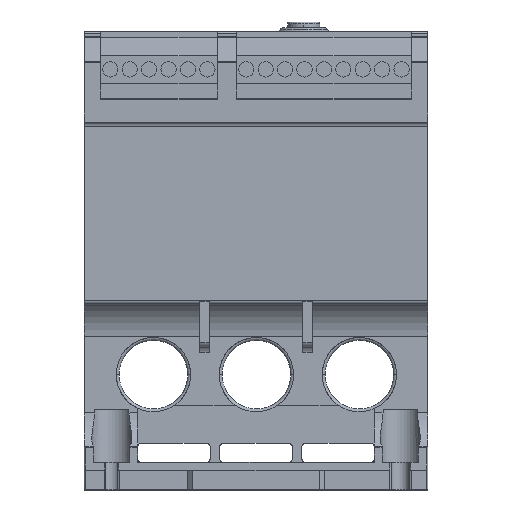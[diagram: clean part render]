
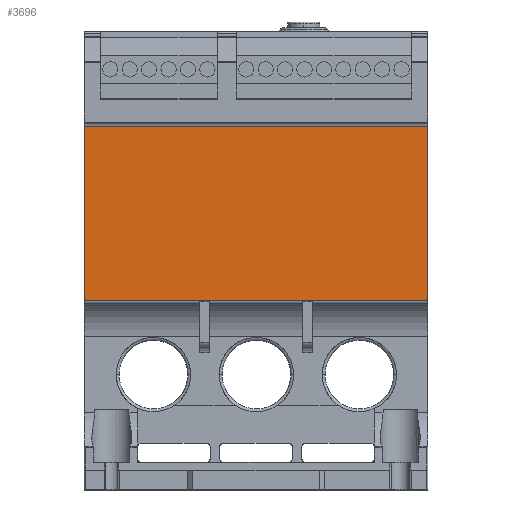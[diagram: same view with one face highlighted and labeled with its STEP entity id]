
A CAD part, front view. The second image highlights one B-rep face of the part: STEP entity #3696.
In plain terms, the highlighted planar face has unit normal (0, -1, 0).
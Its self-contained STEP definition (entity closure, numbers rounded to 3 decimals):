
#3696=ADVANCED_FACE('',(#5955),#5956,.T.);
#5955=FACE_OUTER_BOUND('',#7274,.T.);
#5956=PLANE('',#7275);
#7274=EDGE_LOOP('',(#11929,#11930,#11931,#11932));
#7275=AXIS2_PLACEMENT_3D('',#11933,#11934,#11935);
#11929=ORIENTED_EDGE('',*,*,#13398,.T.);
#11930=ORIENTED_EDGE('',*,*,#13620,.F.);
#11931=ORIENTED_EDGE('',*,*,#13324,.F.);
#11932=ORIENTED_EDGE('',*,*,#13619,.T.);
#11933=CARTESIAN_POINT('',(45.0,1.3,94.9));
#11934=DIRECTION('',(0.0,-1.0,0.0));
#11935=DIRECTION('',(0.,0.0,1.0));
#13324=EDGE_CURVE('',#15749,#15751,#15752,.T.);
#13398=EDGE_CURVE('',#15862,#15860,#15863,.T.);
#13619=EDGE_CURVE('',#15749,#15862,#16196,.T.);
#13620=EDGE_CURVE('',#15751,#15860,#16197,.T.);
#15749=VERTEX_POINT('',#19802);
#15751=VERTEX_POINT('',#19804);
#15752=LINE('',#19805,#19806);
#15860=VERTEX_POINT('',#20013);
#15862=VERTEX_POINT('',#20015);
#15863=LINE('',#20016,#20017);
#16196=LINE('',#20541,#20542);
#16197=LINE('',#20543,#20544);
#19802=CARTESIAN_POINT('',(45.0,1.3,94.9));
#19804=CARTESIAN_POINT('',(45.0,1.3,49.352));
#19805=CARTESIAN_POINT('',(45.0,1.3,94.9));
#19806=VECTOR('',#22443,1.0);
#20013=CARTESIAN_POINT('',(-45.0,1.3,49.352));
#20015=CARTESIAN_POINT('',(-45.0,1.3,94.9));
#20016=CARTESIAN_POINT('',(-45.0,1.3,94.9));
#20017=VECTOR('',#22562,1.0);
#20541=CARTESIAN_POINT('',(45.0,1.3,94.9));
#20542=VECTOR('',#22922,1.0);
#20543=CARTESIAN_POINT('',(45.0,1.3,49.352));
#20544=VECTOR('',#22923,1.0);
#22443=DIRECTION('',(0.,0.0,-1.0));
#22562=DIRECTION('',(0.,0.0,-1.0));
#22922=DIRECTION('',(-1.0,0.0,0.));
#22923=DIRECTION('',(-1.0,0.0,0.));
